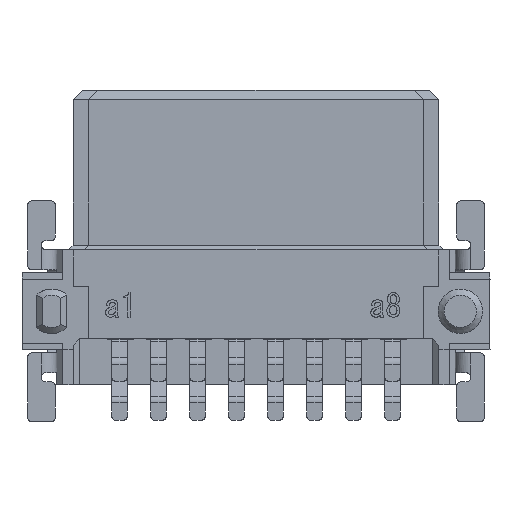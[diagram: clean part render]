
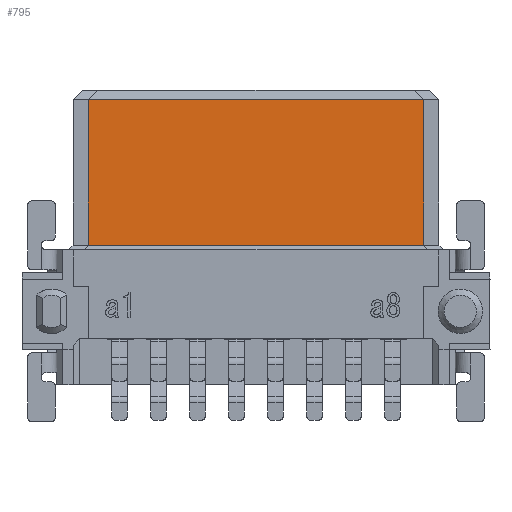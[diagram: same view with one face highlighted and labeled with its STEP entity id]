
A CAD part, front view. The second image highlights one B-rep face of the part: STEP entity #795.
In plain terms, the highlighted planar face has unit normal (0, -1, 0).
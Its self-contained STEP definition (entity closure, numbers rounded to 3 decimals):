
#510=CARTESIAN_POINT('',(5.455,-1.525,4.55));
#511=VERTEX_POINT('',#510);
#512=CARTESIAN_POINT('',(-5.455,-1.525,4.55));
#513=VERTEX_POINT('',#512);
#514=CARTESIAN_POINT('',(5.455,-1.525,4.55));
#515=DIRECTION('',(-1.,0.,0.));
#516=VECTOR('',#515,10.91);
#517=LINE('',#514,#516);
#518=EDGE_CURVE('',#511,#513,#517,.T.);
#765=CARTESIAN_POINT('',(0.,-1.525,7.));
#766=DIRECTION('',(1.,0.,0.));
#767=DIRECTION('',(0.,-1.,0.));
#768=AXIS2_PLACEMENT_3D('',#765,#767,#766);
#769=PLANE('',#768);
#770=CARTESIAN_POINT('',(-5.455,-1.525,9.3));
#771=VERTEX_POINT('',#770);
#772=CARTESIAN_POINT('',(-5.455,-1.525,9.3));
#773=DIRECTION('',(0.,0.,-1.));
#774=VECTOR('',#773,4.75);
#775=LINE('',#772,#774);
#776=EDGE_CURVE('',#771,#513,#775,.T.);
#777=ORIENTED_EDGE('',*,*,#776,.T.);
#778=ORIENTED_EDGE('',*,*,#518,.F.);
#779=CARTESIAN_POINT('',(5.455,-1.525,9.3));
#780=VERTEX_POINT('',#779);
#781=CARTESIAN_POINT('',(5.455,-1.525,4.55));
#782=DIRECTION('',(0.,0.,1.));
#783=VECTOR('',#782,4.75);
#784=LINE('',#781,#783);
#785=EDGE_CURVE('',#511,#780,#784,.T.);
#786=ORIENTED_EDGE('',*,*,#785,.T.);
#787=CARTESIAN_POINT('',(5.455,-1.525,9.3));
#788=DIRECTION('',(-1.,0.,0.));
#789=VECTOR('',#788,10.91);
#790=LINE('',#787,#789);
#791=EDGE_CURVE('',#780,#771,#790,.T.);
#792=ORIENTED_EDGE('',*,*,#791,.T.);
#793=EDGE_LOOP('',(#777,#778,#786,#792));
#794=FACE_OUTER_BOUND('',#793,.T.);
#795=ADVANCED_FACE('',(#794),#769,.T.);
